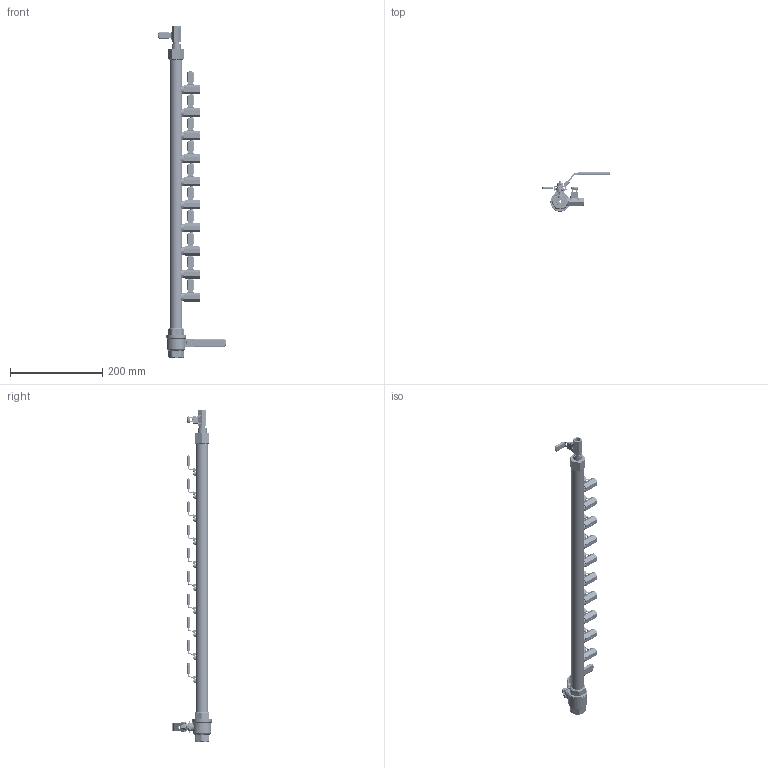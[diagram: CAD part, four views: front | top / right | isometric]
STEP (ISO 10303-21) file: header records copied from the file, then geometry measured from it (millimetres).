
FILE_DESCRIPTION (( 'STEP AP214' ), '1' );
FILE_NAME ('AH34RP10SL-14RV2R 10 Way LH Single Sided Manifold - Venting.STEP', '2024-10-28T20:06:39', ( '' ), ( '' ), 'SwSTEP 2.0', 'SolidWorks 2022', '' );
FILE_SCHEMA (( 'AUTOMOTIVE_DESIGN' ));
Length unit declared in the file: millimetre
Products named in the file (26): AH34RP10SL-14RV2R 10 Way LH Single Sided Manifold - Venting; 8mm SS Lock Washer; 5mm Nylon Washer; D1T-HL Valve Body; D1T-HL Valve Body_Venting; AH34RP10SL-14RV2R AH34 Series RH 10 Way Single Sided Manifold; White letter colouring block; D1T-HL red sleeve_Venting Iso; m5 Nut; F-CAP; BACK_P; 5mm SS Washer; A2TL-HL Valve_A2TL-HL Closed; D1T-HL red sleeve_D1T-HL Closed; STEM; m8 Nut; Lever; D1T-HL Handle Cover; m8 Thin Nut; 5mm SS Lock Washer; Lever A2TL-HL; SLIDE_LOCK; Manifold Adaptor; A2TL-HL Handle Cover; SLIDE_LOCK-A2TL-HL; A2TL-HL Body
Assembly tree (47 placements, depth 3):
  AH34RP10SL-14RV2R 10 Way LH Single Sided Manifold - Venting
    AH34RP10SL-14RV2R AH34 Series RH 10 Way Single Sided Manifold
    Manifold Adaptor
    D1T-HL red sleeve_D1T-HL Closed
      D1T-HL Valve Body
      STEM
      BACK_P
      F-CAP
      SLIDE_LOCK
      Lever
      5mm Nylon Washer
      5mm SS Washer  x2
      5mm SS Lock Washer
      m5 Nut
      D1T-HL Handle Cover
      White letter colouring block
    D1T-HL red sleeve_Venting Iso  x10
      D1T-HL Valve Body_Venting
      STEM
      BACK_P
      F-CAP
      SLIDE_LOCK
      Lever
      5mm Nylon Washer
      5mm SS Washer
      5mm SS Lock Washer
      m5 Nut
      D1T-HL Handle Cover
      White letter colouring block
    A2TL-HL Valve_A2TL-HL Closed
      A2TL-HL Body
      m8 Thin Nut
      Lever A2TL-HL
      8mm SS Lock Washer
      m8 Nut
      A2TL-HL Handle Cover
      SLIDE_LOCK-A2TL-HL
Bounding box: 148.01 x 85.6 x 720 mm (x, y, z)
Volume: 362227.8 mm3; surface area: 256173.6 mm2
Topology: 188 solids, 188 shells, 6631 faces, 16813 edges, 10741 vertices
Faces by surface type: plane 2945, cylinder 1722, bspline 1132, torus 620, cone 196, sphere 16
Entity records: 72740 total; most frequent: CARTESIAN_POINT 34462, ORIENTED_EDGE 7558, DIRECTION 6234, EDGE_CURVE 3779, VERTEX_POINT 2381, AXIS2_PLACEMENT_3D 2226, LINE 1782, VECTOR 1782
